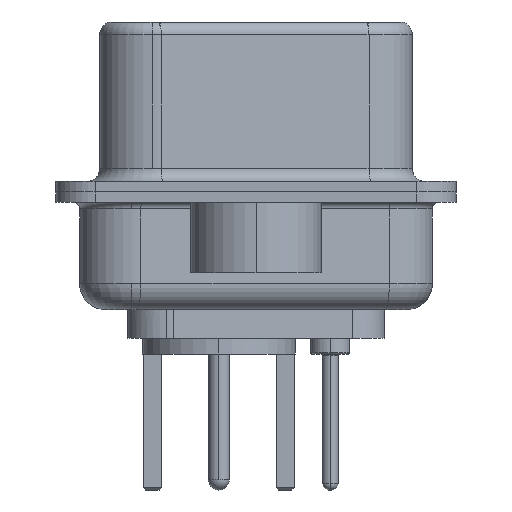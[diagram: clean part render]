
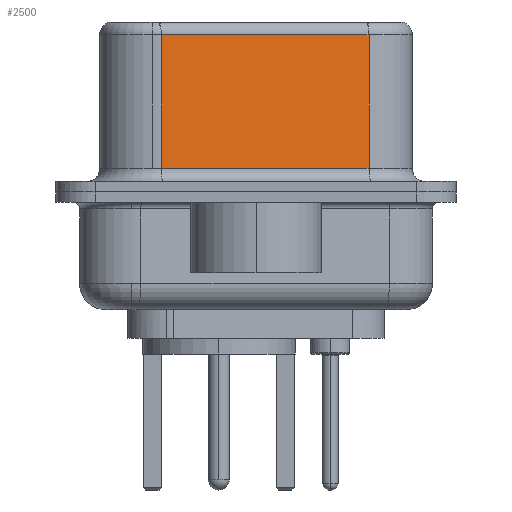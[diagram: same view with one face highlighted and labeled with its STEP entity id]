
A CAD part, left-side view. The second image highlights one B-rep face of the part: STEP entity #2500.
In plain terms, the highlighted planar face has unit normal (-0.985, -0.174, 0).
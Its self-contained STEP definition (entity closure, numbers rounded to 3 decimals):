
#200 = EDGE_CURVE ( 'NONE', #4983, #13623, #487, .T. ) ;
#487 = LINE ( 'NONE', #23179, #5428 ) ;
#2013 = CARTESIAN_POINT ( 'NONE',  ( 3.73, 3.628, 0.9 ) ) ;
#2025 = ORIENTED_EDGE ( 'NONE', *, *, #16474, .T. ) ;
#2206 = EDGE_CURVE ( 'NONE', #17944, #13623, #9378, .T. ) ;
#2500 = ADVANCED_FACE ( 'NONE', ( #3578 ), #12179, .F. ) ;
#3101 = DIRECTION ( 'NONE',  ( 0., 0., -1. ) ) ;
#3306 = VECTOR ( 'NONE', #3101, 1000. ) ;
#3507 = EDGE_CURVE ( 'NONE', #4983, #8264, #12463, .T. ) ;
#3578 = FACE_OUTER_BOUND ( 'NONE', #3760, .T. ) ;
#3760 = EDGE_LOOP ( 'NONE', ( #20757, #22716, #2025, #18211 ) ) ;
#4818 = CARTESIAN_POINT ( 'NONE',  ( 3.73, 3.628, 6.02 ) ) ;
#4983 = VERTEX_POINT ( 'NONE', #10588 ) ;
#5428 = VECTOR ( 'NONE', #17864, 1000. ) ;
#6353 = VECTOR ( 'NONE', #11248, 1000. ) ;
#8247 = LINE ( 'NONE', #8607, #3306 ) ;
#8260 = DIRECTION ( 'NONE',  ( 0.174, -0.985, 0. ) ) ;
#8264 = VERTEX_POINT ( 'NONE', #4818 ) ;
#8388 = DIRECTION ( 'NONE',  ( -0.174, 0.985, 0. ) ) ;
#8607 = CARTESIAN_POINT ( 'NONE',  ( 3.73, 3.628, 6.52 ) ) ;
#8943 = CARTESIAN_POINT ( 'NONE',  ( 5.132, -4.322, 6.52 ) ) ;
#9378 = LINE ( 'NONE', #15237, #23374 ) ;
#10584 = DIRECTION ( 'NONE',  ( 0.985, 0.174, 0. ) ) ;
#10588 = CARTESIAN_POINT ( 'NONE',  ( 5.132, -4.322, 6.02 ) ) ;
#11248 = DIRECTION ( 'NONE',  ( -0.174, 0.985, 0. ) ) ;
#12179 = PLANE ( 'NONE',  #23499 ) ;
#12463 = LINE ( 'NONE', #23232, #6353 ) ;
#13623 = VERTEX_POINT ( 'NONE', #14330 ) ;
#14330 = CARTESIAN_POINT ( 'NONE',  ( 5.132, -4.322, 0.9 ) ) ;
#15237 = CARTESIAN_POINT ( 'NONE',  ( 5.132, -4.322, 0.9 ) ) ;
#16474 = EDGE_CURVE ( 'NONE', #8264, #17944, #8247, .T. ) ;
#17864 = DIRECTION ( 'NONE',  ( 0., 0., -1. ) ) ;
#17944 = VERTEX_POINT ( 'NONE', #2013 ) ;
#18211 = ORIENTED_EDGE ( 'NONE', *, *, #2206, .T. ) ;
#20757 = ORIENTED_EDGE ( 'NONE', *, *, #200, .F. ) ;
#22716 = ORIENTED_EDGE ( 'NONE', *, *, #3507, .T. ) ;
#23179 = CARTESIAN_POINT ( 'NONE',  ( 5.132, -4.322, 6.52 ) ) ;
#23232 = CARTESIAN_POINT ( 'NONE',  ( 5.132, -4.322, 6.02 ) ) ;
#23374 = VECTOR ( 'NONE', #8260, 1000. ) ;
#23499 = AXIS2_PLACEMENT_3D ( 'NONE', #8943, #10584, #8388 ) ;
